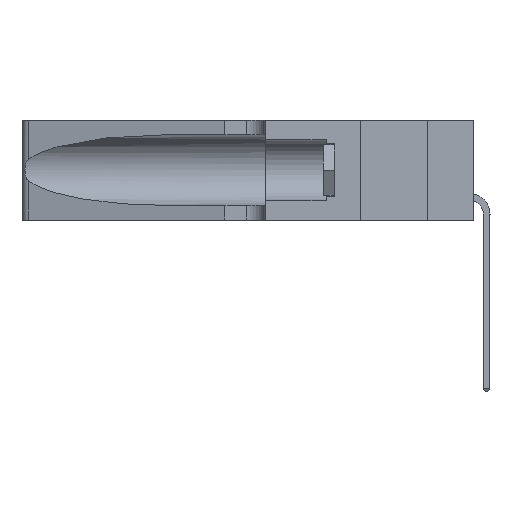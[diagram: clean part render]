
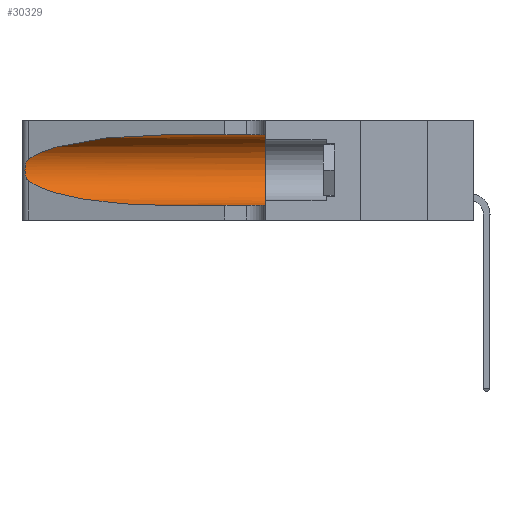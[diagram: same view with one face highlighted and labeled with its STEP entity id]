
A CAD part, left-side view. The second image highlights one B-rep face of the part: STEP entity #30329.
In plain terms, the highlighted cylindrical face has radius 3.308 mm (diameter 6.617 mm), a partial arc.
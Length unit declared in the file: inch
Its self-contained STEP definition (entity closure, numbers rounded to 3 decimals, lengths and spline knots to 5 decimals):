
#192 = CARTESIAN_POINT ( 'NONE',  ( 0.25487, 1.22718, 0.14631 ) ) ;
#335 = EDGE_CURVE ( 'NONE', #25408, #3479, #26089, .T. ) ;
#1887 = DIRECTION ( 'NONE',  ( 0., -1., 0. ) ) ;
#1952 = CARTESIAN_POINT ( 'NONE',  ( 0.25487, 1.22718, 0.14631 ) ) ;
#2036 = CYLINDRICAL_SURFACE ( 'NONE', #9258, 0.13025 ) ;
#2185 = ORIENTED_EDGE ( 'NONE', *, *, #44091, .T. ) ;
#2223 = CARTESIAN_POINT ( 'NONE',  ( 0.1305, 0.72297, 0.31525 ) ) ;
#3309 = CIRCLE ( 'NONE', #43601, 0.13025 ) ;
#3412 = VERTEX_POINT ( 'NONE', #44210 ) ;
#3479 = VERTEX_POINT ( 'NONE', #43578 ) ;
#4546 = CARTESIAN_POINT ( 'NONE',  ( 0.25856, 1.23593, 0.16098 ) ) ;
#6293 = CARTESIAN_POINT ( 'NONE',  ( 0.1305, 0.72297, 0.31525 ) ) ;
#6838 = ORIENTED_EDGE ( 'NONE', *, *, #335, .T. ) ;
#7017 = EDGE_CURVE ( 'NONE', #41573, #34001, #7051, .T. ) ;
#7041 = CARTESIAN_POINT ( 'NONE',  ( 0.26018, 1.23835, 0.19895 ) ) ;
#7051 = LINE ( 'NONE', #29176, #15187 ) ;
#7270 = CARTESIAN_POINT ( 'NONE',  ( 0.1305, 0.72297, 0.05475 ) ) ;
#8680 = CARTESIAN_POINT ( 'NONE',  ( 0.25555, 1.22993, 0.14849 ) ) ;
#9258 = AXIS2_PLACEMENT_3D ( 'NONE', #41909, #43006, #20891 ) ;
#10118 = ORIENTED_EDGE ( 'NONE', *, *, #7017, .F. ) ;
#12871 = DIRECTION ( 'NONE',  ( 0., -1., 0. ) ) ;
#12977 = LINE ( 'NONE', #32989, #34269 ) ;
#13895 = CARTESIAN_POINT ( 'NONE',  ( 0.25487, 1.22718, 0.22369 ) ) ;
#14058 = CARTESIAN_POINT ( 'NONE',  ( 0.25639, 1.23184, 0.21858 ) ) ;
#14484 = FACE_OUTER_BOUND ( 'NONE', #34688, .T. ) ;
#15187 = VECTOR ( 'NONE', #12871, 39.37008 ) ;
#17656 = ORIENTED_EDGE ( 'NONE', *, *, #38278, .F. ) ;
#17685 = CARTESIAN_POINT ( 'NONE',  ( 0.25487, 1.22718, 0.22369 ) ) ;
#17760 = ORIENTED_EDGE ( 'NONE', *, *, #27859, .T. ) ;
#18335 = CARTESIAN_POINT ( 'NONE',  ( 0.18966, 0.96281, 0.05475 ) ) ;
#18724 = CARTESIAN_POINT ( 'NONE',  ( 0.25487, 1.22718, 0.14631 ) ) ;
#19871 = CARTESIAN_POINT ( 'NONE',  ( 0.1305, 0.35, 0.31525 ) ) ;
#20891 = DIRECTION ( 'NONE',  ( 0., 0., -1. ) ) ;
#22692 = B_SPLINE_CURVE_WITH_KNOTS ( 'NONE', 3,
 ( #17685, #31450, #14058, #35370, #25644, #7041, #29839, #33782, #32181, #4546, #29714, #43686, #8680, #1952 ),
 .UNSPECIFIED., .F., .F.,
 ( 4, 2, 2, 2, 2, 2, 4 ),
 ( 0., 0.00027, 0.00053, 0.00107, 0.0016, 0.00187, 0.00214 ),
 .UNSPECIFIED. ) ;
#25285 = CARTESIAN_POINT ( 'NONE',  ( 0.1305, 0.35, 0.185 ) ) ;
#25408 = VERTEX_POINT ( 'NONE', #18724 ) ;
#25644 = CARTESIAN_POINT ( 'NONE',  ( 0.25854, 1.2359, 0.20912 ) ) ;
#25650 = CARTESIAN_POINT ( 'NONE',  ( 0.2373, 1.15595, 0.08982 ) ) ;
#26089 =( BOUNDED_CURVE ( )  B_SPLINE_CURVE ( 3, ( #192, #25650, #18335, #7270 ),
 .UNSPECIFIED., .F., .F. ) 
 B_SPLINE_CURVE_WITH_KNOTS ( ( 4, 4 ),
 ( 3.44316, 4.71239 ),
 .UNSPECIFIED. ) 
 CURVE ( )  GEOMETRIC_REPRESENTATION_ITEM ( )  RATIONAL_B_SPLINE_CURVE ( ( 1., 0.87, 0.87, 1. ) ) 
 REPRESENTATION_ITEM ( '' )  );
#27859 = EDGE_CURVE ( 'NONE', #31411, #25408, #22692, .T. ) ;
#29176 = CARTESIAN_POINT ( 'NONE',  ( 0.1305, 1.61858, 0.31525 ) ) ;
#29714 = CARTESIAN_POINT ( 'NONE',  ( 0.25789, 1.23486, 0.15765 ) ) ;
#29839 = CARTESIAN_POINT ( 'NONE',  ( 0.26075, 1.23896, 0.19203 ) ) ;
#30329 = ADVANCED_FACE ( 'NONE', ( #14484 ), #2036, .F. ) ;
#31411 = VERTEX_POINT ( 'NONE', #37170 ) ;
#31450 = CARTESIAN_POINT ( 'NONE',  ( 0.25555, 1.22994, 0.2215 ) ) ;
#32181 = CARTESIAN_POINT ( 'NONE',  ( 0.26017, 1.23833, 0.17102 ) ) ;
#32989 = CARTESIAN_POINT ( 'NONE',  ( 0.1305, 1.61858, 0.05475 ) ) ;
#33782 = CARTESIAN_POINT ( 'NONE',  ( 0.26075, 1.23896, 0.178 ) ) ;
#34001 = VERTEX_POINT ( 'NONE', #19871 ) ;
#34269 = VECTOR ( 'NONE', #1887, 39.37008 ) ;
#34334 = CARTESIAN_POINT ( 'NONE',  ( 0.18966, 0.96281, 0.31525 ) ) ;
#34688 = EDGE_LOOP ( 'NONE', ( #2185, #17760, #6838, #39549, #17656, #10118 ) ) ;
#35370 = CARTESIAN_POINT ( 'NONE',  ( 0.25787, 1.23484, 0.2124 ) ) ;
#35793 = DIRECTION ( 'NONE',  ( 0., 0., 1. ) ) ;
#37170 = CARTESIAN_POINT ( 'NONE',  ( 0.25487, 1.22718, 0.22369 ) ) ;
#38278 = EDGE_CURVE ( 'NONE', #34001, #3412, #3309, .T. ) ;
#38373 =( BOUNDED_CURVE ( )  B_SPLINE_CURVE ( 3, ( #6293, #34334, #44935, #13895 ),
 .UNSPECIFIED., .F., .F. ) 
 B_SPLINE_CURVE_WITH_KNOTS ( ( 4, 4 ),
 ( 1.5708, 2.84003 ),
 .UNSPECIFIED. ) 
 CURVE ( )  GEOMETRIC_REPRESENTATION_ITEM ( )  RATIONAL_B_SPLINE_CURVE ( ( 1., 0.87, 0.87, 1. ) ) 
 REPRESENTATION_ITEM ( '' )  );
#39549 = ORIENTED_EDGE ( 'NONE', *, *, #39725, .T. ) ;
#39725 = EDGE_CURVE ( 'NONE', #3479, #3412, #12977, .T. ) ;
#41573 = VERTEX_POINT ( 'NONE', #2223 ) ;
#41909 = CARTESIAN_POINT ( 'NONE',  ( 0.1305, 1.61858, 0.185 ) ) ;
#42594 = DIRECTION ( 'NONE',  ( 0., 1., 0. ) ) ;
#43006 = DIRECTION ( 'NONE',  ( 0., -1., 0. ) ) ;
#43578 = CARTESIAN_POINT ( 'NONE',  ( 0.1305, 0.72297, 0.05475 ) ) ;
#43601 = AXIS2_PLACEMENT_3D ( 'NONE', #25285, #42594, #35793 ) ;
#43686 = CARTESIAN_POINT ( 'NONE',  ( 0.25639, 1.23186, 0.15144 ) ) ;
#44091 = EDGE_CURVE ( 'NONE', #41573, #31411, #38373, .T. ) ;
#44210 = CARTESIAN_POINT ( 'NONE',  ( 0.1305, 0.35, 0.05475 ) ) ;
#44935 = CARTESIAN_POINT ( 'NONE',  ( 0.2373, 1.15595, 0.28018 ) ) ;
